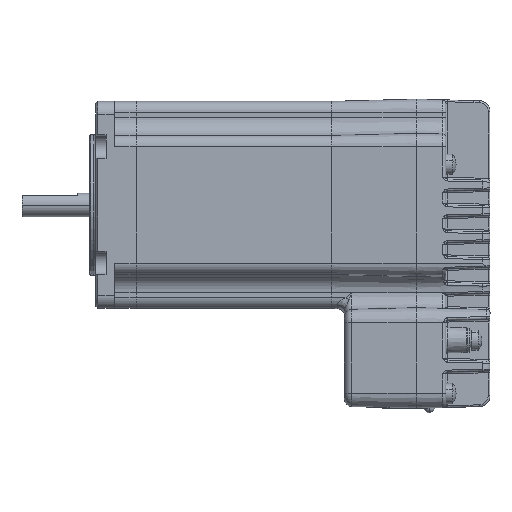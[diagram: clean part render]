
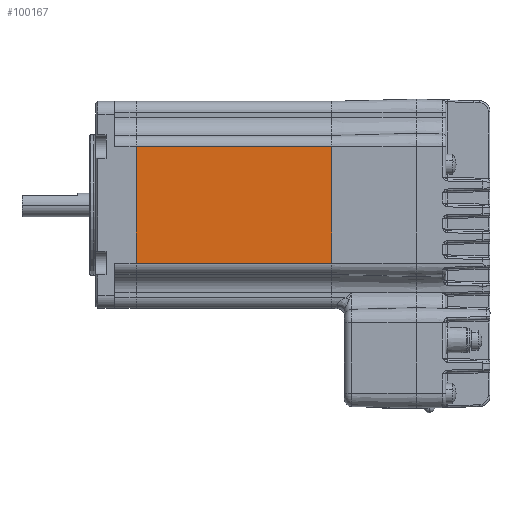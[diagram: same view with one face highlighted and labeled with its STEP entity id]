
A CAD part, left-side view. The second image highlights one B-rep face of the part: STEP entity #100167.
In plain terms, the highlighted planar face has unit normal (-1, 0, 0).
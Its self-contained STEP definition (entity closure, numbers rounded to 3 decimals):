
#92554 = VERTEX_POINT ( 'NONE', #95063 ) ;
#92561 = VERTEX_POINT ( 'NONE', #95061 ) ;
#92729 = EDGE_CURVE ( 'NONE', #92554, #92561, #95436, .T. ) ;
#93597 = VERTEX_POINT ( 'NONE', #98089 ) ;
#93602 = EDGE_CURVE ( 'NONE', #93606, #93597, #98076, .T. ) ;
#93606 = VERTEX_POINT ( 'NONE', #98059 ) ;
#95061 = CARTESIAN_POINT ( 'NONE',  ( 240.966, 143.793, 53. ) ) ;
#95063 = CARTESIAN_POINT ( 'NONE',  ( 240.966, 175.393, 53. ) ) ;
#95431 = DIRECTION ( 'NONE',  ( 0., -1., 0. ) ) ;
#95432 = VECTOR ( 'NONE', #95431, 1000. ) ;
#95434 = CARTESIAN_POINT ( 'NONE',  ( 240.966, 175.393, 53. ) ) ;
#95436 = LINE ( 'NONE', #95434, #95432 ) ;
#98059 = CARTESIAN_POINT ( 'NONE',  ( 240.966, 175.393, 0. ) ) ;
#98070 = DIRECTION ( 'NONE',  ( 0., -1., 0. ) ) ;
#98072 = VECTOR ( 'NONE', #98070, 1000. ) ;
#98074 = CARTESIAN_POINT ( 'NONE',  ( 240.966, 175.393, 0. ) ) ;
#98076 = LINE ( 'NONE', #98074, #98072 ) ;
#98089 = CARTESIAN_POINT ( 'NONE',  ( 240.966, 143.793, 0. ) ) ;
#100031 = EDGE_LOOP ( 'NONE', ( #100036, #100038, #100241, #100102 ) ) ;
#100036 = ORIENTED_EDGE ( 'NONE', *, *, #93602, .T. ) ;
#100038 = ORIENTED_EDGE ( 'NONE', *, *, #100045, .F. ) ;
#100045 = EDGE_CURVE ( 'NONE', #92561, #93597, #110687, .T. ) ;
#100102 = ORIENTED_EDGE ( 'NONE', *, *, #100157, .T. ) ;
#100157 = EDGE_CURVE ( 'NONE', #92554, #93606, #110861, .T. ) ;
#100167 = ADVANCED_FACE ( 'NONE', ( #110853 ), #110852, .F. ) ;
#100241 = ORIENTED_EDGE ( 'NONE', *, *, #92729, .F. ) ;
#110684 = DIRECTION ( 'NONE',  ( 0., 0., -1. ) ) ;
#110685 = VECTOR ( 'NONE', #110684, 1000. ) ;
#110686 = CARTESIAN_POINT ( 'NONE',  ( 240.966, 143.793, 53. ) ) ;
#110687 = LINE ( 'NONE', #110686, #110685 ) ;
#110848 = DIRECTION ( 'NONE',  ( 0., 0., -1. ) ) ;
#110849 = DIRECTION ( 'NONE',  ( 1., 0., 0. ) ) ;
#110850 = CARTESIAN_POINT ( 'NONE',  ( 240.966, 175.393, 53. ) ) ;
#110851 = AXIS2_PLACEMENT_3D ( 'NONE', #110850, #110849, #110848 ) ;
#110852 = PLANE ( 'NONE',  #110851 ) ;
#110853 = FACE_OUTER_BOUND ( 'NONE', #100031, .T. ) ;
#110858 = DIRECTION ( 'NONE',  ( 0., 0., -1. ) ) ;
#110859 = VECTOR ( 'NONE', #110858, 1000. ) ;
#110860 = CARTESIAN_POINT ( 'NONE',  ( 240.966, 175.393, 53. ) ) ;
#110861 = LINE ( 'NONE', #110860, #110859 ) ;
